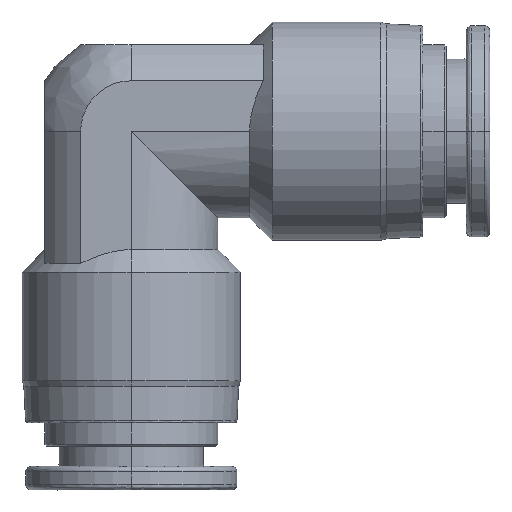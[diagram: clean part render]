
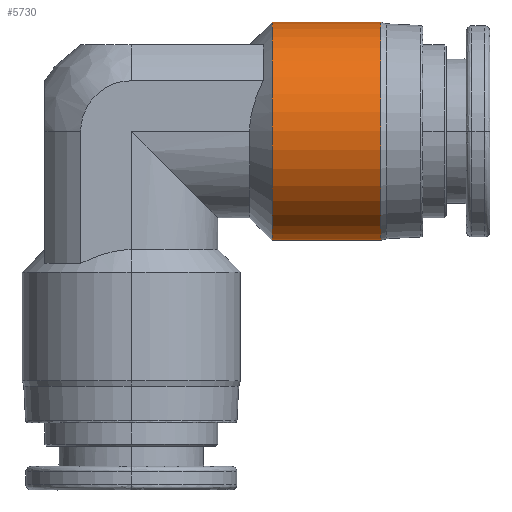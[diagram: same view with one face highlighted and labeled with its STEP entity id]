
A CAD part, left-side view. The second image highlights one B-rep face of the part: STEP entity #5730.
In plain terms, the highlighted cylindrical face has radius 6 mm (diameter 12 mm), a partial arc.
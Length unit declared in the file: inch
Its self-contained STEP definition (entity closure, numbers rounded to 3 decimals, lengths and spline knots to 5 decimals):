
#225 = CARTESIAN_POINT ( 'NONE',  ( 0., -0.30512, -0.23622 ) ) ;
#239 = ORIENTED_EDGE ( 'NONE', *, *, #2348, .T. ) ;
#256 = DIRECTION ( 'NONE',  ( 0., -1., 0. ) ) ;
#335 = CARTESIAN_POINT ( 'NONE',  ( 0., -0.53937, -0.23622 ) ) ;
#379 = DIRECTION ( 'NONE',  ( 0., -1., 0. ) ) ;
#421 = VECTOR ( 'NONE', #5885, 39.37008 ) ;
#441 = DIRECTION ( 'NONE',  ( 0., 0., -1. ) ) ;
#473 = DIRECTION ( 'NONE',  ( 0., -1., 0. ) ) ;
#487 = DIRECTION ( 'NONE',  ( 0., 0., -1. ) ) ;
#498 = DIRECTION ( 'NONE',  ( 0., 0., -1. ) ) ;
#520 = VERTEX_POINT ( 'NONE', #1883 ) ;
#603 = VERTEX_POINT ( 'NONE', #225 ) ;
#819 = AXIS2_PLACEMENT_3D ( 'NONE', #3849, #473, #487 ) ;
#1249 = VECTOR ( 'NONE', #256, 39.37008 ) ;
#1364 = ORIENTED_EDGE ( 'NONE', *, *, #5079, .T. ) ;
#1399 = EDGE_CURVE ( 'NONE', #520, #3292, #3971, .T. ) ;
#1883 = CARTESIAN_POINT ( 'NONE',  ( 0., -0.30512, 0.23622 ) ) ;
#2142 = LINE ( 'NONE', #4568, #1249 ) ;
#2348 = EDGE_CURVE ( 'NONE', #4775, #3292, #2452, .T. ) ;
#2372 = EDGE_LOOP ( 'NONE', ( #4622, #1364, #3262, #239 ) ) ;
#2452 = CIRCLE ( 'NONE', #2665, 0.23622 ) ;
#2665 = AXIS2_PLACEMENT_3D ( 'NONE', #4317, #3373, #498 ) ;
#3262 = ORIENTED_EDGE ( 'NONE', *, *, #3445, .T. ) ;
#3264 = FACE_OUTER_BOUND ( 'NONE', #2372, .T. ) ;
#3292 = VERTEX_POINT ( 'NONE', #4035 ) ;
#3361 = CIRCLE ( 'NONE', #819, 0.23622 ) ;
#3366 = CARTESIAN_POINT ( 'NONE',  ( 0., 0.05906, 0. ) ) ;
#3373 = DIRECTION ( 'NONE',  ( 0., 1., 0. ) ) ;
#3445 = EDGE_CURVE ( 'NONE', #603, #4775, #2142, .T. ) ;
#3512 = CARTESIAN_POINT ( 'NONE',  ( 0., 0.05906, 0.23622 ) ) ;
#3849 = CARTESIAN_POINT ( 'NONE',  ( 0., -0.30512, 0. ) ) ;
#3971 = LINE ( 'NONE', #3512, #421 ) ;
#4035 = CARTESIAN_POINT ( 'NONE',  ( 0., -0.53937, 0.23622 ) ) ;
#4317 = CARTESIAN_POINT ( 'NONE',  ( 0., -0.53937, 0. ) ) ;
#4568 = CARTESIAN_POINT ( 'NONE',  ( 0., 0.05906, -0.23622 ) ) ;
#4622 = ORIENTED_EDGE ( 'NONE', *, *, #1399, .F. ) ;
#4694 = CYLINDRICAL_SURFACE ( 'NONE', #5400, 0.23622 ) ;
#4775 = VERTEX_POINT ( 'NONE', #335 ) ;
#5079 = EDGE_CURVE ( 'NONE', #520, #603, #3361, .T. ) ;
#5400 = AXIS2_PLACEMENT_3D ( 'NONE', #3366, #379, #441 ) ;
#5730 = ADVANCED_FACE ( 'NONE', ( #3264 ), #4694, .T. ) ;
#5885 = DIRECTION ( 'NONE',  ( 0., -1., 0. ) ) ;
